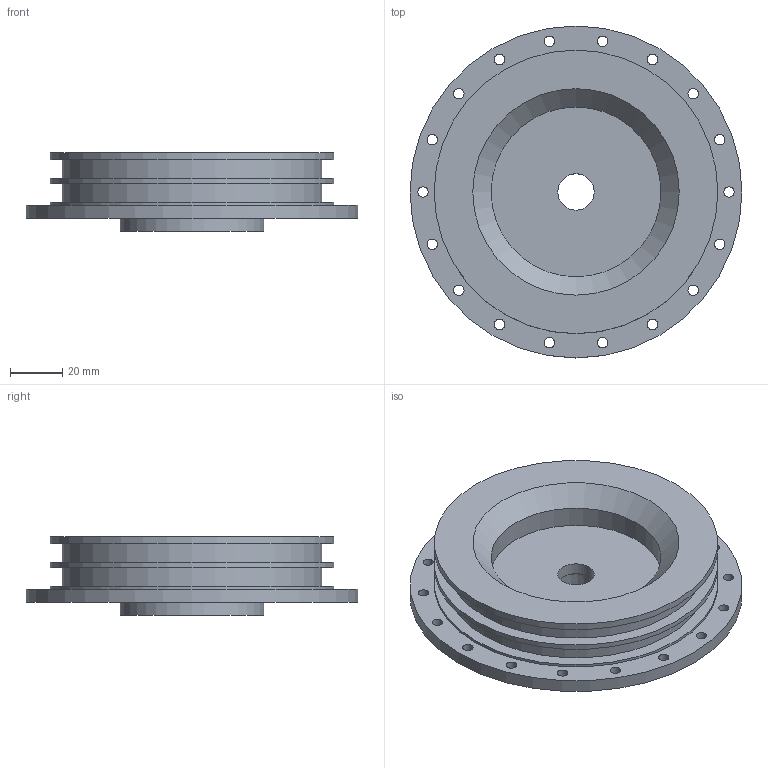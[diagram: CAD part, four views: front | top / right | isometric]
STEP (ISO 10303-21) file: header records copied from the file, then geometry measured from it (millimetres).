
FILE_DESCRIPTION(/* description */ (''),/* implementation_level */ '2;1');
FILE_NAME(/* name */ 'Bulkhead.step',/* time_stamp */ '2020-10-18T17:40:24+03:00',/* author */ (''),/* organization */ (''),/* preprocessor_version */ 'ST-DEVELOPER v18.1',/* originating_system */ 'Autodesk Translation Framework v9.3.0.1241',/* authorisation */ '');
FILE_SCHEMA (('AUTOMOTIVE_DESIGN { 1 0 10303 214 3 1 1 }'));
Length unit declared in the file: millimetre
Products named in the file (2): Bulkhead; Bulkhead_1
Assembly tree (1 placements, depth 2):
  Bulkhead
    Bulkhead_1
Bounding box: 127 x 127 x 30 mm (x, y, z)
Volume: 179838.8 mm3; surface area: 43925.4 mm2
Topology: 1 solids, 1 shells, 39 faces, 86 edges, 57 vertices
Faces by surface type: cylinder 27, plane 10, cone 2
Full cylindrical faces by diameter (mm): 4 x18, 13.889 x1, 55 x1, 65 x1, 99.3 x2, 108.5 x3, 127 x1
Entity records: 1238 total; most frequent: DIRECTION 227, CARTESIAN_POINT 185, ORIENTED_EDGE 172, AXIS2_PLACEMENT_3D 99, EDGE_CURVE 86, EDGE_LOOP 85, CIRCLE 57, VERTEX_POINT 57
